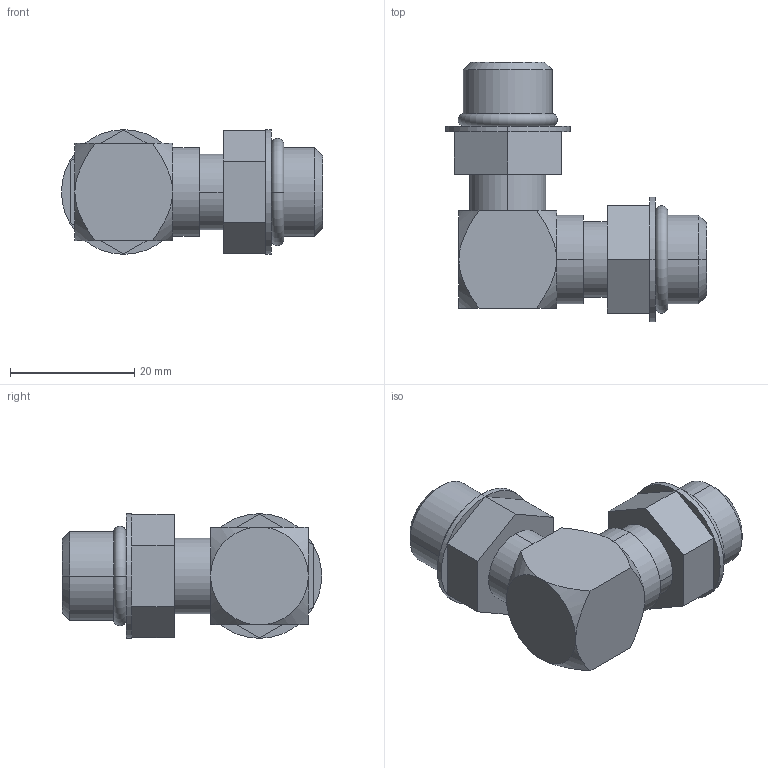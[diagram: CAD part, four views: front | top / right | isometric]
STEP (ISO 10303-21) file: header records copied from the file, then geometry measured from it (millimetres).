
FILE_DESCRIPTION((''),'2;1');
FILE_NAME('ILC30161166','2005-08-18T',('KR'),(''),'PRO/ENGINEER BY PARAMETRIC TECHNOLOGY CORPORATION, 2004290','PRO/ENGINEER BY PARAMETRIC TECHNOLOGY CORPORATION, 2004290','');
FILE_SCHEMA(('AUTOMOTIVE_DESIGN_CC2 { 1 2 10303 214 -1 1 5 2 }'));
Length unit declared in the file: inch
Products named in the file (1): ILC30161166
Bounding box: 42.04 x 41.78 x 20.07 mm (x, y, z)
Volume: 10230.9 mm3; surface area: 5975 mm2
Topology: 1 solids, 1 shells, 79 faces, 175 edges, 109 vertices
Faces by surface type: plane 33, cylinder 26, cone 16, torus 4
Entity records: 3163 total; most frequent: CARTESIAN_POINT 581, DIRECTION 383, ORIENTED_EDGE 350, PRESENTATION_STYLE_ASSIGNMENT 189, STYLED_ITEM 176, CURVE_STYLE 175, EDGE_CURVE 175, AXIS2_PLACEMENT_3D 153
